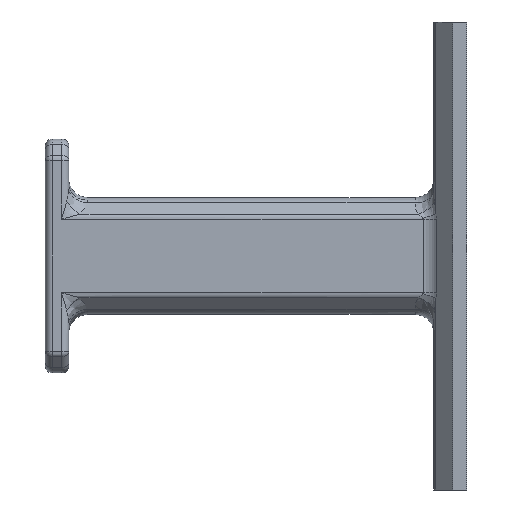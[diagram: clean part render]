
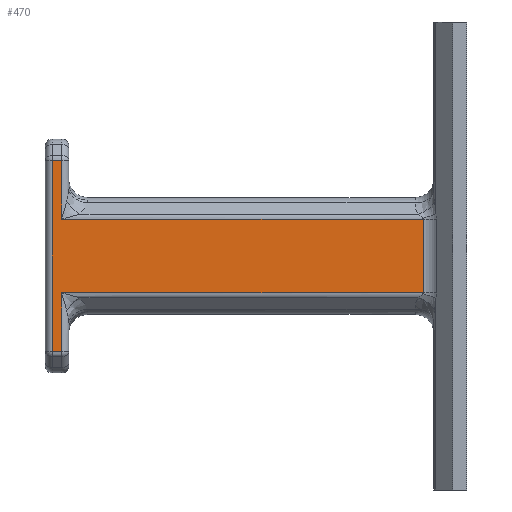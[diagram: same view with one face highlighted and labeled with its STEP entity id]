
A CAD part, front view. The second image highlights one B-rep face of the part: STEP entity #470.
In plain terms, the highlighted planar face has unit normal (0, -1, 0).
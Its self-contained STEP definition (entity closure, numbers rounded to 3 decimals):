
#263 = ORIENTED_EDGE ( 'NONE', *, *, #3674, .T. ) ;
#341 = VERTEX_POINT ( 'NONE', #2363 ) ;
#357 = EDGE_LOOP ( 'NONE', ( #1638, #896, #4138, #1360, #1936, #4307, #4175, #263 ) ) ;
#376 = DIRECTION ( 'NONE',  ( 0., 0., -1. ) ) ;
#380 = VECTOR ( 'NONE', #376, 1000. ) ;
#381 = VERTEX_POINT ( 'NONE', #5658 ) ;
#470 = ADVANCED_FACE ( 'NONE', ( #3207 ), #4584, .T. ) ;
#617 = CARTESIAN_POINT ( 'NONE',  ( -88.5, 4.621, 71.171 ) ) ;
#790 = EDGE_CURVE ( 'NONE', #341, #1279, #1623, .T. ) ;
#896 = ORIENTED_EDGE ( 'NONE', *, *, #4881, .T. ) ;
#1279 = VERTEX_POINT ( 'NONE', #617 ) ;
#1360 = ORIENTED_EDGE ( 'NONE', *, *, #3632, .T. ) ;
#1394 = VERTEX_POINT ( 'NONE', #4343 ) ;
#1408 = CARTESIAN_POINT ( 'NONE',  ( -9.278, 4.621, 79.05 ) ) ;
#1433 = VECTOR ( 'NONE', #2155, 1000. ) ;
#1479 = AXIS2_PLACEMENT_3D ( 'NONE', #2776, #4563, #5430 ) ;
#1524 = LINE ( 'NONE', #5128, #4041 ) ;
#1623 = LINE ( 'NONE', #3393, #380 ) ;
#1638 = ORIENTED_EDGE ( 'NONE', *, *, #2353, .T. ) ;
#1723 = VERTEX_POINT ( 'NONE', #4509 ) ;
#1830 = CARTESIAN_POINT ( 'NONE',  ( -86.5, 4.621, 79.05 ) ) ;
#1936 = ORIENTED_EDGE ( 'NONE', *, *, #4243, .T. ) ;
#2155 = DIRECTION ( 'NONE',  ( -1., 0., 0. ) ) ;
#2185 = DIRECTION ( 'NONE',  ( 1., 0., 0. ) ) ;
#2232 = CARTESIAN_POINT ( 'NONE',  ( -86.5, 4.621, 83.671 ) ) ;
#2338 = DIRECTION ( 'NONE',  ( -1., 0., 0. ) ) ;
#2353 = EDGE_CURVE ( 'NONE', #5096, #1394, #1524, .T. ) ;
#2358 = DIRECTION ( 'NONE',  ( 0., 0., 1. ) ) ;
#2363 = CARTESIAN_POINT ( 'NONE',  ( -88.5, 4.621, 111.929 ) ) ;
#2373 = CARTESIAN_POINT ( 'NONE',  ( -86.5, 4.621, 71.171 ) ) ;
#2484 = VECTOR ( 'NONE', #2358, 1000. ) ;
#2692 = LINE ( 'NONE', #5367, #2484 ) ;
#2696 = LINE ( 'NONE', #5188, #1433 ) ;
#2746 = VECTOR ( 'NONE', #2338, 1000. ) ;
#2766 = VECTOR ( 'NONE', #3627, 1000. ) ;
#2776 = CARTESIAN_POINT ( 'NONE',  ( 29.351, 4.621, 79.05 ) ) ;
#2869 = VECTOR ( 'NONE', #2185, 1000. ) ;
#2939 = VECTOR ( 'NONE', #4581, 1000. ) ;
#2999 = LINE ( 'NONE', #3954, #2869 ) ;
#3062 = VERTEX_POINT ( 'NONE', #4471 ) ;
#3207 = FACE_OUTER_BOUND ( 'NONE', #357, .T. ) ;
#3232 = DIRECTION ( 'NONE',  ( 1., 0., 0. ) ) ;
#3393 = CARTESIAN_POINT ( 'NONE',  ( -88.5, 4.621, 70.55 ) ) ;
#3627 = DIRECTION ( 'NONE',  ( 0., 0., 1. ) ) ;
#3632 = EDGE_CURVE ( 'NONE', #1723, #3062, #2692, .T. ) ;
#3661 = LINE ( 'NONE', #1408, #2766 ) ;
#3674 = EDGE_CURVE ( 'NONE', #4852, #5096, #4559, .T. ) ;
#3717 = EDGE_CURVE ( 'NONE', #381, #1723, #4055, .T. ) ;
#3954 = CARTESIAN_POINT ( 'NONE',  ( 29.351, 4.621, 71.171 ) ) ;
#4041 = VECTOR ( 'NONE', #3232, 1000. ) ;
#4055 = LINE ( 'NONE', #5391, #2746 ) ;
#4138 = ORIENTED_EDGE ( 'NONE', *, *, #3717, .T. ) ;
#4175 = ORIENTED_EDGE ( 'NONE', *, *, #5492, .T. ) ;
#4243 = EDGE_CURVE ( 'NONE', #3062, #341, #2696, .T. ) ;
#4307 = ORIENTED_EDGE ( 'NONE', *, *, #790, .T. ) ;
#4343 = CARTESIAN_POINT ( 'NONE',  ( -9.278, 4.621, 83.671 ) ) ;
#4471 = CARTESIAN_POINT ( 'NONE',  ( -86.5, 4.621, 111.929 ) ) ;
#4509 = CARTESIAN_POINT ( 'NONE',  ( -86.5, 4.621, 99.429 ) ) ;
#4559 = LINE ( 'NONE', #1830, #2939 ) ;
#4563 = DIRECTION ( 'NONE',  ( 0., -1., 0. ) ) ;
#4581 = DIRECTION ( 'NONE',  ( 0., 0., 1. ) ) ;
#4584 = PLANE ( 'NONE',  #1479 ) ;
#4852 = VERTEX_POINT ( 'NONE', #2373 ) ;
#4881 = EDGE_CURVE ( 'NONE', #1394, #381, #3661, .T. ) ;
#5096 = VERTEX_POINT ( 'NONE', #2232 ) ;
#5128 = CARTESIAN_POINT ( 'NONE',  ( 29.351, 4.621, 83.671 ) ) ;
#5188 = CARTESIAN_POINT ( 'NONE',  ( 29.351, 4.621, 111.929 ) ) ;
#5367 = CARTESIAN_POINT ( 'NONE',  ( -86.5, 4.621, 79.05 ) ) ;
#5391 = CARTESIAN_POINT ( 'NONE',  ( 29.351, 4.621, 99.429 ) ) ;
#5430 = DIRECTION ( 'NONE',  ( 0., 0., -1. ) ) ;
#5492 = EDGE_CURVE ( 'NONE', #1279, #4852, #2999, .T. ) ;
#5658 = CARTESIAN_POINT ( 'NONE',  ( -9.278, 4.621, 99.429 ) ) ;
